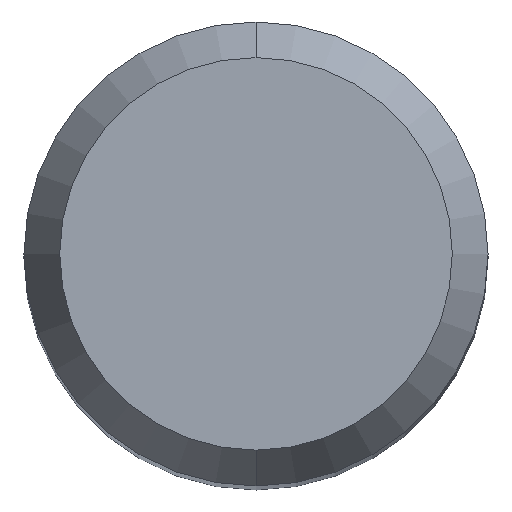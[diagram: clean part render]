
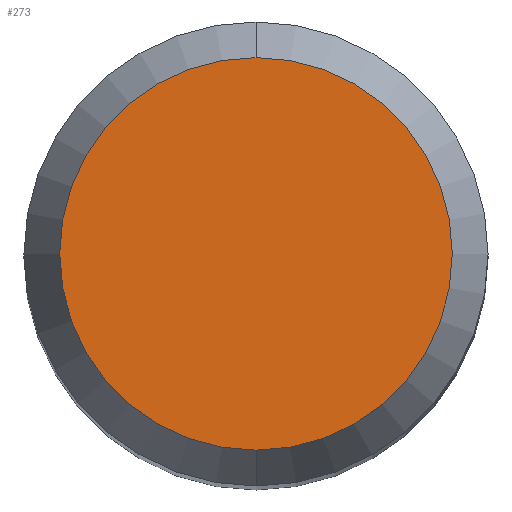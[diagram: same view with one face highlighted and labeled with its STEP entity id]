
A CAD part, top view. The second image highlights one B-rep face of the part: STEP entity #273.
In plain terms, the highlighted planar face has unit normal (0, 0, 1).
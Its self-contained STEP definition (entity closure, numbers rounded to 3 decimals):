
#169=EDGE_CURVE('',#339,#245,#444,.T.);
#245=VERTEX_POINT('',#528);
#265=EDGE_CURVE('',#245,#339,#549,.T.);
#273=ADVANCED_FACE('',(#559),#560,.T.);
#339=VERTEX_POINT('',#630);
#444=CIRCLE('',#753,2.538);
#528=CARTESIAN_POINT('',(0.,-2.538,29.437));
#549=CIRCLE('',#973,2.538);
#559=FACE_OUTER_BOUND('',#983,.T.);
#560=PLANE('',#984);
#630=CARTESIAN_POINT('',(0.0,2.538,29.437));
#753=AXIS2_PLACEMENT_3D('',#1342,#1343,#1344);
#973=AXIS2_PLACEMENT_3D('',#1462,#1463,#1464);
#983=EDGE_LOOP('',(#1481,#1482));
#984=AXIS2_PLACEMENT_3D('',#1483,#1484,#1485);
#1342=CARTESIAN_POINT('',(0.0,0.0,29.437));
#1343=DIRECTION('',(0.0,0.0,-1.0));
#1344=DIRECTION('',(0.0,1.0,0.0));
#1462=CARTESIAN_POINT('',(0.0,0.0,29.437));
#1463=DIRECTION('',(0.0,0.0,-1.0));
#1464=DIRECTION('',(0.0,1.0,0.0));
#1481=ORIENTED_EDGE('',*,*,#169,.F.);
#1482=ORIENTED_EDGE('',*,*,#265,.F.);
#1483=CARTESIAN_POINT('',(0.0,1.269,29.437));
#1484=DIRECTION('',(-0.0,0.0,1.0));
#1485=DIRECTION('',(0.0,-1.0,0.0));
